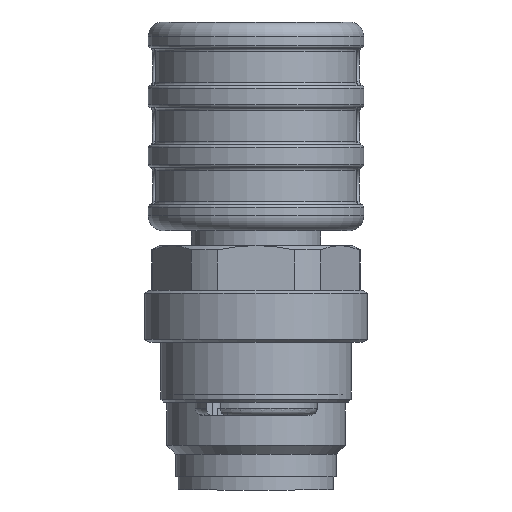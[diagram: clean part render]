
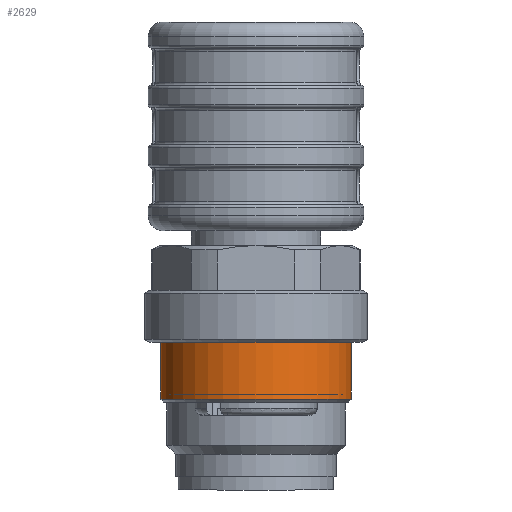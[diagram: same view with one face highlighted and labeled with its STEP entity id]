
A CAD part, left-side view. The second image highlights one B-rep face of the part: STEP entity #2629.
In plain terms, the highlighted cylindrical face has radius 6.4 mm (diameter 12.8 mm), a full revolution.
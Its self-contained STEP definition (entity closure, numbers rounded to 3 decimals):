
#2097=CYLINDRICAL_SURFACE('',#10717,6.4);
#2360=FACE_BOUND('',#4043,.T.);
#2361=FACE_BOUND('',#4044,.T.);
#2629=ADVANCED_FACE('',(#2360,#2361),#2097,.T.);
#4043=EDGE_LOOP('',(#5199));
#4044=EDGE_LOOP('',(#5200));
#5199=ORIENTED_EDGE('',*,*,#8791,.T.);
#5200=ORIENTED_EDGE('',*,*,#8792,.T.);
#7729=VERTEX_POINT('',#15688);
#7730=VERTEX_POINT('',#15690);
#8791=EDGE_CURVE('',#7729,#7729,#10081,.T.);
#8792=EDGE_CURVE('',#7730,#7730,#10082,.T.);
#10081=CIRCLE('',#10715,6.4);
#10082=CIRCLE('',#10716,6.4);
#10715=AXIS2_PLACEMENT_3D('',#15687,#12166,#12167);
#10716=AXIS2_PLACEMENT_3D('',#15689,#12168,#12169);
#10717=AXIS2_PLACEMENT_3D('',#15691,#12170,#12171);
#12166=DIRECTION('',(0.,0.,1.));
#12167=DIRECTION('',(0.866,0.5,0.));
#12168=DIRECTION('',(0.,0.,-1.));
#12169=DIRECTION('',(-0.5,0.866,0.));
#12170=DIRECTION('',(0.,0.,-1.));
#12171=DIRECTION('',(0.5,-0.866,0.));
#15687=CARTESIAN_POINT('',(60.,60.,-18.3));
#15688=CARTESIAN_POINT('',(65.543,63.2,-18.3));
#15689=CARTESIAN_POINT('',(60.,60.,-14.5));
#15690=CARTESIAN_POINT('',(56.8,65.543,-14.5));
#15691=CARTESIAN_POINT('',(60.,60.,-18.5));
